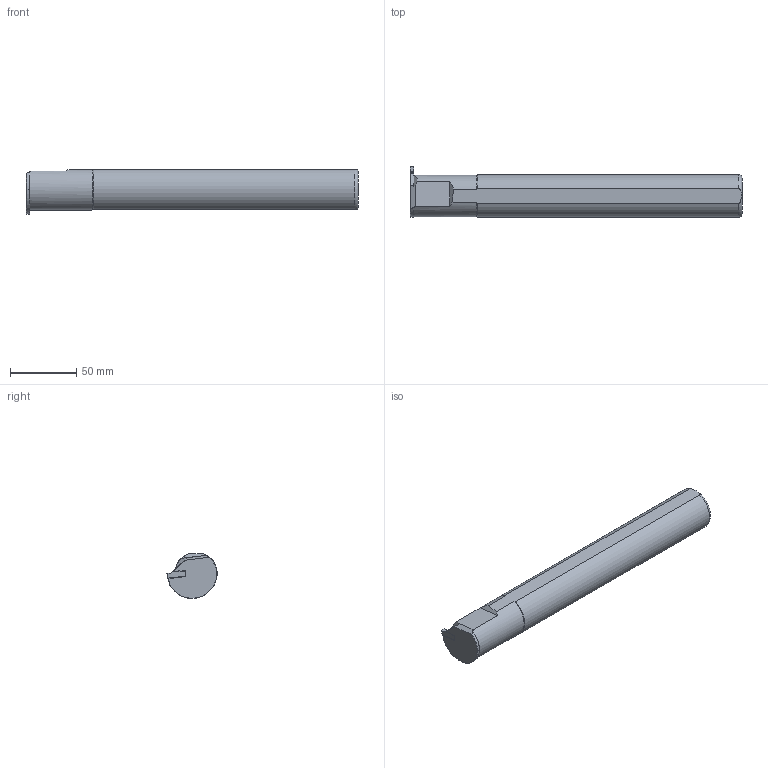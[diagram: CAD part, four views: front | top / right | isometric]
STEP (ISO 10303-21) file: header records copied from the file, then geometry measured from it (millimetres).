
FILE_DESCRIPTION(/* description */ (''),/* implementation_level */ '2;1');
FILE_NAME(/* name */ 'AIKT-RD-L-32-3-T6.stp',/* time_stamp */ '2023-10-13T20:54:02+03:00',/* author */ (''),/* organization */ (''),/* preprocessor_version */ 'ST-DEVELOPER v19.4',/* originating_system */ 'SIEMENS PLM Software NX2306.3001',/* authorisation */ '');
FILE_SCHEMA (('AUTOMOTIVE_DESIGN { 1 0 10303 214 3 1 1 1 }'));
Length unit declared in the file: millimetre
Products named in the file (1): AIKT-RD-R-32-3-T6_objects
Bounding box: 250 x 38 x 33.77 mm (x, y, z)
Volume: 195485.2 mm3; surface area: 26900.1 mm2
Topology: 2 solids, 2 shells, 42 faces, 110 edges, 72 vertices
Faces by surface type: plane 31, cylinder 6, cone 4, torus 1
Entity records: 1338 total; most frequent: CARTESIAN_POINT 266, ORIENTED_EDGE 216, DIRECTION 211, EDGE_CURVE 108, LINE 75, VECTOR 75, VERTEX_POINT 71, AXIS2_PLACEMENT_3D 68
